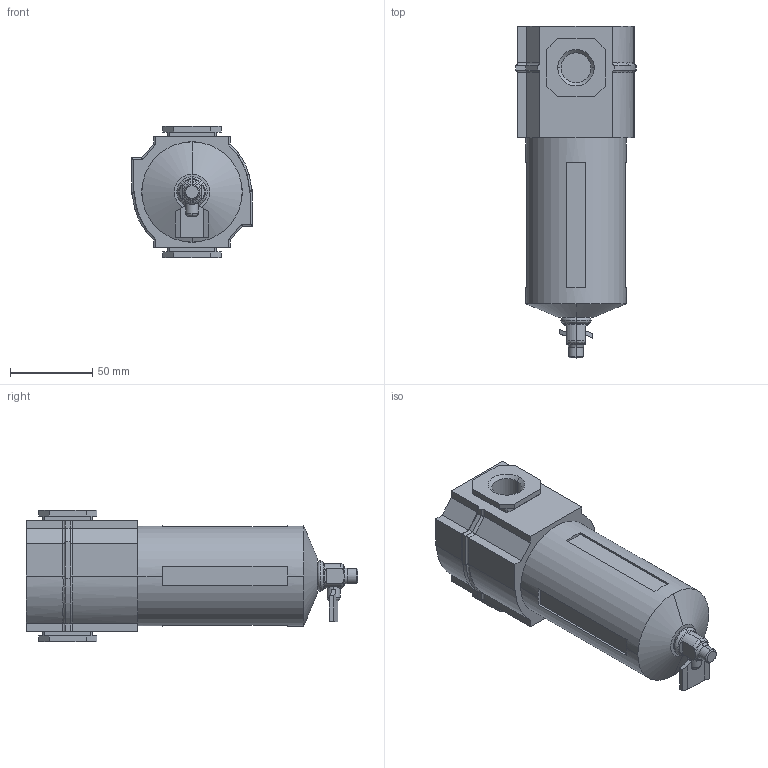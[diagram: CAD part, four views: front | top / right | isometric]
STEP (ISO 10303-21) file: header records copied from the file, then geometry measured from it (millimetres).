
FILE_DESCRIPTION (( 'STEP AP214' ), '1' );
FILE_NAME ('Norgren-F74G-4AN-QP1.step', '2019-03-03T02:03:59', ( '' ), ( '' ), 'SwSTEP 2.0', 'SolidWorks 2019', '' );
FILE_SCHEMA (( 'AUTOMOTIVE_DESIGN' ));
Length unit declared in the file: millimetre
Products named in the file (4): Norgren-F74G-4AN-QP1; Norgren-F74G-4AN-QP1_F74_ss_32_GQ; Norgren-F74G-4AN-QP1_F74_ss_03; Norgren-F74G-4AN-QP1_F74_ss_47_1-2
Assembly tree (3 placements, depth 2):
  Norgren-F74G-4AN-QP1
    Norgren-F74G-4AN-QP1_F74_ss_47_1-2
    Norgren-F74G-4AN-QP1_F74_ss_32_GQ
    Norgren-F74G-4AN-QP1_F74_ss_03
Bounding box: 73.5 x 201.9 x 80 mm (x, y, z)
Volume: 341269.2 mm3; surface area: 82868.2 mm2
Topology: 3 solids, 3 shells, 202 faces, 509 edges, 321 vertices
Faces by surface type: plane 120, bspline 37, cylinder 33, cone 6, torus 6
Entity records: 8603 total; most frequent: CARTESIAN_POINT 2239, ORIENTED_EDGE 1018, DIRECTION 881, EDGE_CURVE 509, VECTOR 327, LINE 327, VERTEX_POINT 321, AXIS2_PLACEMENT_3D 277
